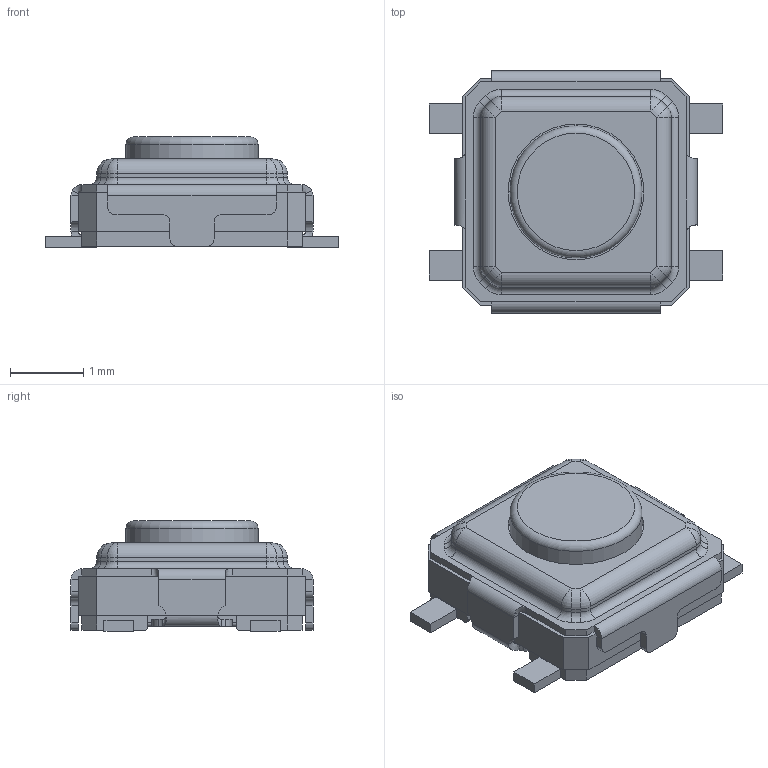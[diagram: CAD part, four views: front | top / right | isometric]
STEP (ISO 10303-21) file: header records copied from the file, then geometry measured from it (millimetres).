
FILE_DESCRIPTION(('STEP AP214'), '1');
FILE_NAME('Ts-1233_1.5', '2025-02-08T02:15:48', (''), (''), 'C3D Converter', 'C3D Toolkit', '');
FILE_SCHEMA(('AUTOMOTIVE_DESIGN { 1 0 10303 214 3 1 1}'));
Length unit declared in the file: millimetre
Bounding box: 4 x 3.3 x 1.5 mm (x, y, z)
Volume: 9.8 mm3; surface area: 62.9 mm2
Topology: 2 solids, 2 shells, 264 faces, 648 edges, 377 vertices
Faces by surface type: plane 131, cylinder 92, torus 17, sphere 16, bspline 8
Full cylindrical faces by diameter (mm): 1.8 x1, 1.85 x1
Entity records: 9786 total; most frequent: CARTESIAN_POINT 1781, DIRECTION 1320, ORIENTED_EDGE 1258, EDGE_CURVE 629, AXIS2_PLACEMENT_3D 450, LINE 420, VECTOR 420, VERTEX_POINT 377
